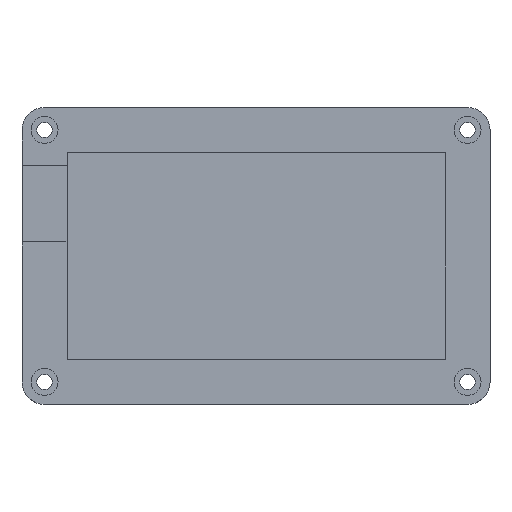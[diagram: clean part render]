
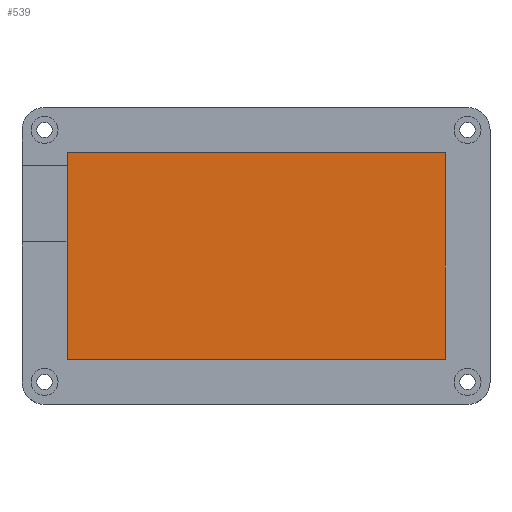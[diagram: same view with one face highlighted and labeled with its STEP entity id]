
A CAD part, top view. The second image highlights one B-rep face of the part: STEP entity #539.
In plain terms, the highlighted planar face has unit normal (0, 0, 1).
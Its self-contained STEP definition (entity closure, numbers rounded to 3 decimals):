
#129=ORIENTED_EDGE('',*,*,#225,.F.);
#130=ORIENTED_EDGE('',*,*,#240,.F.);
#131=ORIENTED_EDGE('',*,*,#243,.F.);
#132=ORIENTED_EDGE('',*,*,#233,.F.);
#225=EDGE_CURVE('',#290,#291,#330,.T.);
#233=EDGE_CURVE('',#291,#298,#338,.T.);
#240=EDGE_CURVE('',#304,#290,#341,.T.);
#243=EDGE_CURVE('',#298,#304,#344,.T.);
#290=VERTEX_POINT('',#864);
#291=VERTEX_POINT('',#865);
#298=VERTEX_POINT('',#881);
#304=VERTEX_POINT('',#899);
#330=LINE('',#863,#375);
#338=LINE('',#880,#383);
#341=LINE('',#898,#386);
#344=LINE('',#904,#389);
#375=VECTOR('',#702,1000.);
#383=VECTOR('',#712,1000.);
#386=VECTOR('',#733,1000.);
#389=VECTOR('',#738,1000.);
#434=EDGE_LOOP('',(#129,#130,#131,#132));
#485=FACE_BOUND('',#434,.T.);
#512=PLANE('',#603);
#539=ADVANCED_FACE('',(#485),#512,.T.);
#603=AXIS2_PLACEMENT_3D('',#906,#740,#741);
#702=DIRECTION('',(-1.,0.,0.));
#712=DIRECTION('',(0.,1.,0.));
#733=DIRECTION('',(0.,-1.,0.));
#738=DIRECTION('',(1.,0.,0.));
#740=DIRECTION('',(0.,0.,1.));
#741=DIRECTION('',(1.,0.,0.));
#863=CARTESIAN_POINT('',(13.,54.,3.));
#864=CARTESIAN_POINT('',(34.,54.,3.));
#865=CARTESIAN_POINT('',(-50.,54.,3.));
#880=CARTESIAN_POINT('',(-50.,65.5,3.));
#881=CARTESIAN_POINT('',(-50.,100.,3.));
#898=CARTESIAN_POINT('',(34.,88.5,3.));
#899=CARTESIAN_POINT('',(34.,100.,3.));
#904=CARTESIAN_POINT('',(-29.,100.,3.));
#906=CARTESIAN_POINT('',(-8.,77.,3.));
